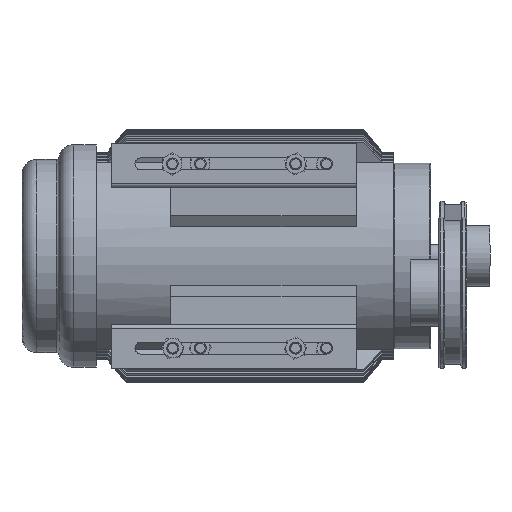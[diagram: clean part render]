
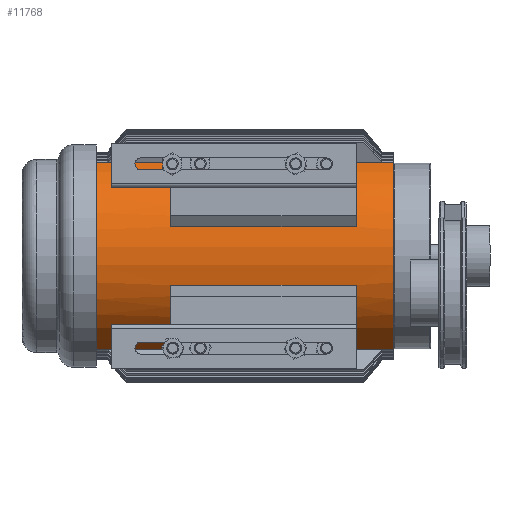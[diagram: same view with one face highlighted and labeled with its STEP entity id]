
A CAD part, front view. The second image highlights one B-rep face of the part: STEP entity #11768.
In plain terms, the highlighted cylindrical face has radius 70 mm (diameter 140 mm), a partial arc.
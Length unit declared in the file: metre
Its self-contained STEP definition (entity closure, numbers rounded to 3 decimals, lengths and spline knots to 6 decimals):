
#350=CYLINDRICAL_SURFACE('',#13076,0.07);
#882=CIRCLE('',#12937,0.07);
#883=CIRCLE('',#12940,0.07);
#884=CIRCLE('',#12943,0.07);
#885=CIRCLE('',#12946,0.07);
#901=CIRCLE('',#13002,0.07);
#932=CIRCLE('',#13077,0.07);
#3871=ORIENTED_EDGE('',*,*,#5677,.T.);
#3872=ORIENTED_EDGE('',*,*,#5675,.T.);
#3873=ORIENTED_EDGE('',*,*,#5673,.T.);
#3874=ORIENTED_EDGE('',*,*,#5670,.T.);
#3875=ORIENTED_EDGE('',*,*,#5669,.T.);
#3876=ORIENTED_EDGE('',*,*,#5667,.T.);
#3877=ORIENTED_EDGE('',*,*,#5665,.T.);
#3878=ORIENTED_EDGE('',*,*,#5662,.T.);
#3879=ORIENTED_EDGE('',*,*,#5872,.T.);
#3880=ORIENTED_EDGE('',*,*,#5660,.T.);
#3881=ORIENTED_EDGE('',*,*,#5681,.T.);
#3882=ORIENTED_EDGE('',*,*,#5772,.F.);
#3883=ORIENTED_EDGE('',*,*,#5657,.T.);
#3884=ORIENTED_EDGE('',*,*,#5656,.T.);
#3885=ORIENTED_EDGE('',*,*,#5870,.T.);
#3886=ORIENTED_EDGE('',*,*,#5873,.F.);
#5656=EDGE_CURVE('',#6731,#6936,#7710,.T.);
#5657=EDGE_CURVE('',#6937,#6731,#7711,.T.);
#5660=EDGE_CURVE('',#6939,#6761,#7714,.T.);
#5662=EDGE_CURVE('',#6940,#6941,#7716,.T.);
#5665=EDGE_CURVE('',#6942,#6940,#882,.T.);
#5667=EDGE_CURVE('',#6943,#6942,#7720,.T.);
#5669=EDGE_CURVE('',#6941,#6943,#883,.T.);
#5670=EDGE_CURVE('',#6944,#6945,#7722,.T.);
#5673=EDGE_CURVE('',#6946,#6944,#884,.T.);
#5675=EDGE_CURVE('',#6947,#6946,#7726,.T.);
#5677=EDGE_CURVE('',#6945,#6947,#885,.T.);
#5681=EDGE_CURVE('',#6761,#6949,#7731,.T.);
#5772=EDGE_CURVE('',#6937,#6949,#901,.T.);
#5870=EDGE_CURVE('',#6936,#7030,#7871,.T.);
#5872=EDGE_CURVE('',#7031,#6939,#7873,.T.);
#5873=EDGE_CURVE('',#7031,#7030,#932,.T.);
#6731=VERTEX_POINT('',#19893);
#6761=VERTEX_POINT('',#19966);
#6936=VERTEX_POINT('',#20525);
#6937=VERTEX_POINT('',#20531);
#6939=VERTEX_POINT('',#20537);
#6940=VERTEX_POINT('',#20541);
#6941=VERTEX_POINT('',#20542);
#6942=VERTEX_POINT('',#20547);
#6943=VERTEX_POINT('',#20551);
#6944=VERTEX_POINT('',#20557);
#6945=VERTEX_POINT('',#20558);
#6946=VERTEX_POINT('',#20563);
#6947=VERTEX_POINT('',#20567);
#6949=VERTEX_POINT('',#20579);
#7030=VERTEX_POINT('',#20940);
#7031=VERTEX_POINT('',#20944);
#7710=LINE('',#20528,#8536);
#7711=LINE('',#20530,#8537);
#7714=LINE('',#20536,#8540);
#7716=LINE('',#20540,#8542);
#7720=LINE('',#20550,#8546);
#7722=LINE('',#20556,#8548);
#7726=LINE('',#20566,#8552);
#7731=LINE('',#20578,#8557);
#7871=LINE('',#20939,#8697);
#7873=LINE('',#20943,#8699);
#8536=VECTOR('',#15849,1.);
#8537=VECTOR('',#15852,1.);
#8540=VECTOR('',#15857,1.);
#8542=VECTOR('',#15861,1.);
#8546=VECTOR('',#15871,1.);
#8548=VECTOR('',#15879,1.);
#8552=VECTOR('',#15889,1.);
#8557=VECTOR('',#15904,1.);
#8697=VECTOR('',#16296,1.);
#8699=VECTOR('',#16300,1.);
#9673=EDGE_LOOP('',(#3871,#3872,#3873,#3874));
#9674=EDGE_LOOP('',(#3875,#3876,#3877,#3878));
#9675=EDGE_LOOP('',(#3879,#3880,#3881,#3882,#3883,#3884,#3885,#3886));
#10721=FACE_BOUND('',#9673,.T.);
#10722=FACE_BOUND('',#9674,.T.);
#10723=FACE_BOUND('',#9675,.T.);
#11768=ADVANCED_FACE('',(#10721,#10722,#10723),#350,.T.);
#12937=AXIS2_PLACEMENT_3D('',#20546,#15866,#15867);
#12940=AXIS2_PLACEMENT_3D('',#20554,#15875,#15876);
#12943=AXIS2_PLACEMENT_3D('',#20562,#15884,#15885);
#12946=AXIS2_PLACEMENT_3D('',#20570,#15893,#15894);
#13002=AXIS2_PLACEMENT_3D('',#20746,#16084,#16085);
#13076=AXIS2_PLACEMENT_3D('',#20942,#16298,#16299);
#13077=AXIS2_PLACEMENT_3D('',#20945,#16301,#16302);
#15849=DIRECTION('',(0.,0.,-1.));
#15852=DIRECTION('',(0.,0.,-1.));
#15857=DIRECTION('',(0.,0.,1.));
#15861=DIRECTION('',(0.,0.,-1.));
#15866=DIRECTION('',(0.,0.,1.));
#15867=DIRECTION('',(1.,0.,0.));
#15871=DIRECTION('',(0.,0.,1.));
#15875=DIRECTION('',(0.,0.,-1.));
#15876=DIRECTION('',(1.,0.,0.));
#15879=DIRECTION('',(0.,0.,-1.));
#15884=DIRECTION('',(0.,0.,1.));
#15885=DIRECTION('',(-1.,0.,0.));
#15889=DIRECTION('',(0.,0.,1.));
#15893=DIRECTION('',(0.,0.,-1.));
#15894=DIRECTION('',(-1.,0.,0.));
#15904=DIRECTION('',(0.,0.,1.));
#16084=DIRECTION('',(0.,0.,1.));
#16085=DIRECTION('',(1.,0.,0.));
#16296=DIRECTION('',(0.,0.,-1.));
#16298=DIRECTION('',(0.,0.,1.));
#16299=DIRECTION('',(-1.,0.,0.));
#16300=DIRECTION('',(0.,0.,1.));
#16301=DIRECTION('',(0.,0.,-1.));
#16302=DIRECTION('',(-1.,0.,0.));
#19893=CARTESIAN_POINT('',(-0.062804,-0.030914,-0.0075));
#19966=CARTESIAN_POINT('',(0.062804,-0.030914,-0.0075));
#20525=CARTESIAN_POINT('',(-0.062804,-0.030914,-0.1925));
#20528=CARTESIAN_POINT('',(-0.062804,-0.030914,0.));
#20530=CARTESIAN_POINT('',(-0.062804,-0.030914,0.));
#20531=CARTESIAN_POINT('',(-0.062804,-0.030914,0.));
#20536=CARTESIAN_POINT('',(0.062804,-0.030914,0.));
#20537=CARTESIAN_POINT('',(0.062804,-0.030914,-0.1925));
#20540=CARTESIAN_POINT('',(0.040947,-0.056775,0.));
#20541=CARTESIAN_POINT('',(0.040947,-0.056775,-0.05));
#20542=CARTESIAN_POINT('',(0.040947,-0.056775,-0.175));
#20546=CARTESIAN_POINT('',(0.,0.,
-0.05));
#20547=CARTESIAN_POINT('',(0.019675,-0.067178,-0.05));
#20550=CARTESIAN_POINT('',(0.019675,-0.067178,0.));
#20551=CARTESIAN_POINT('',(0.019675,-0.067178,-0.175));
#20554=CARTESIAN_POINT('',(0.,0.,
-0.175));
#20556=CARTESIAN_POINT('',(-0.019675,-0.067178,0.));
#20557=CARTESIAN_POINT('',(-0.019675,-0.067178,-0.05));
#20558=CARTESIAN_POINT('',(-0.019675,-0.067178,-0.175));
#20562=CARTESIAN_POINT('',(0.,0.,-0.05));
#20563=CARTESIAN_POINT('',(-0.040947,-0.056775,-0.05));
#20566=CARTESIAN_POINT('',(-0.040947,-0.056775,0.));
#20567=CARTESIAN_POINT('',(-0.040947,-0.056775,-0.175));
#20570=CARTESIAN_POINT('',(0.,0.,-0.175));
#20578=CARTESIAN_POINT('',(0.062804,-0.030914,0.));
#20579=CARTESIAN_POINT('',(0.062804,-0.030914,0.));
#20746=CARTESIAN_POINT('',(0.,0.,0.));
#20939=CARTESIAN_POINT('',(-0.062804,-0.030914,0.));
#20940=CARTESIAN_POINT('',(-0.062804,-0.030914,-0.2));
#20942=CARTESIAN_POINT('',(0.,0.,0.));
#20943=CARTESIAN_POINT('',(0.062804,-0.030914,0.));
#20944=CARTESIAN_POINT('',(0.062804,-0.030914,-0.2));
#20945=CARTESIAN_POINT('',(0.,0.,-0.2));
